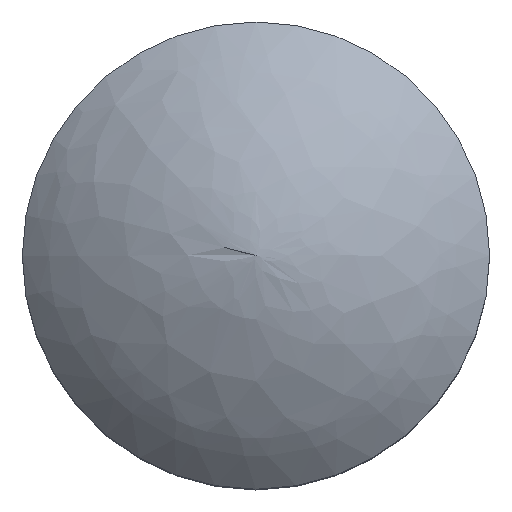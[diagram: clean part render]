
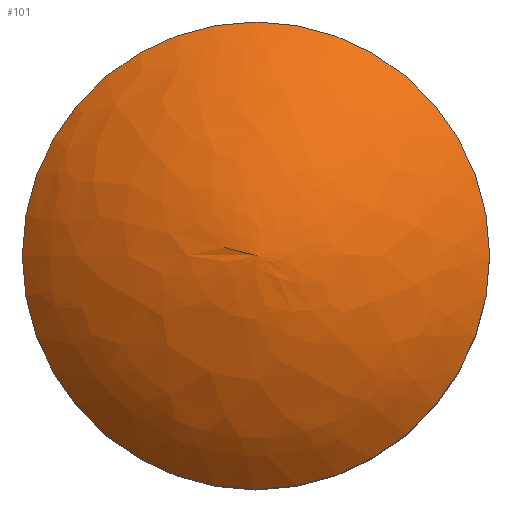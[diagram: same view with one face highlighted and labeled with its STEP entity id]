
A CAD part, top view. The second image highlights one B-rep face of the part: STEP entity #101.
In plain terms, the highlighted free-form (B-spline) face has degree [2, 2] with [3, 9] control points.
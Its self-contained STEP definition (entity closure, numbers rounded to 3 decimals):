
#17=(
BOUNDED_CURVE()
B_SPLINE_CURVE(2,(#226,#227,#228),.UNSPECIFIED.,.F.,.F.)
B_SPLINE_CURVE_WITH_KNOTS((3,3),(-1.475,-0.821),
 .UNSPECIFIED.)
CURVE()
GEOMETRIC_REPRESENTATION_ITEM()
RATIONAL_B_SPLINE_CURVE((1.,0.947,1.))
REPRESENTATION_ITEM('')
);
#19=(
BOUNDED_SURFACE()
B_SPLINE_SURFACE(2,2,((#198,#199,#200,#201,#202,#203,#204,#205,#206),(#207,
#208,#209,#210,#211,#212,#213,#214,#215),(#216,#217,#218,#219,#220,#221,
#222,#223,#224)),.UNSPECIFIED.,.F.,.T.,.F.)
B_SPLINE_SURFACE_WITH_KNOTS((3,3),(3,2,2,2,3),(0.821,1.475),
(-3.142,-1.571,0.,1.571,3.142),
 .UNSPECIFIED.)
GEOMETRIC_REPRESENTATION_ITEM()
RATIONAL_B_SPLINE_SURFACE(((1.,0.707,1.,0.707,1.,
0.707,1.,0.707,1.),(0.947,0.67,
0.947,0.67,0.947,0.67,
0.947,0.67,0.947),(1.,0.707,
1.,0.707,1.,0.707,1.,0.707,1.)))
REPRESENTATION_ITEM('')
SURFACE()
);
#32=FACE_OUTER_BOUND('',#43,.T.);
#43=EDGE_LOOP('',(#88,#89,#90,#91));
#51=CIRCLE('',#113,23.57);
#52=CIRCLE('',#114,23.57);
#60=VERTEX_POINT('',#191);
#61=VERTEX_POINT('',#192);
#63=VERTEX_POINT('',#225);
#70=EDGE_CURVE('',#60,#61,#51,.T.);
#71=EDGE_CURVE('',#61,#60,#52,.T.);
#73=EDGE_CURVE('',#63,#61,#17,.T.);
#88=ORIENTED_EDGE('',*,*,#73,.T.);
#89=ORIENTED_EDGE('',*,*,#70,.F.);
#90=ORIENTED_EDGE('',*,*,#71,.F.);
#91=ORIENTED_EDGE('',*,*,#73,.F.);
#101=ADVANCED_FACE('',(#32),#19,.F.);
#113=AXIS2_PLACEMENT_3D('',#193,#136,#137);
#114=AXIS2_PLACEMENT_3D('',#194,#138,#139);
#136=DIRECTION('center_axis',(0.,0.,-1.));
#137=DIRECTION('ref_axis',(-1.,0.,0.));
#138=DIRECTION('center_axis',(0.,0.,-1.));
#139=DIRECTION('ref_axis',(-1.,0.,0.));
#191=CARTESIAN_POINT('',(23.57,0.,21.398));
#192=CARTESIAN_POINT('',(-23.57,0.,21.398));
#193=CARTESIAN_POINT('Origin',(0.,0.,21.398));
#194=CARTESIAN_POINT('Origin',(0.,0.,21.398));
#198=CARTESIAN_POINT('Ctrl Pts',(-23.57,0.,21.398));
#199=CARTESIAN_POINT('Ctrl Pts',(-23.57,-23.57,21.398));
#200=CARTESIAN_POINT('Ctrl Pts',(0.,-23.57,
21.398));
#201=CARTESIAN_POINT('Ctrl Pts',(23.57,-23.57,21.398));
#202=CARTESIAN_POINT('Ctrl Pts',(23.57,0.,21.398));
#203=CARTESIAN_POINT('Ctrl Pts',(23.57,23.57,21.398));
#204=CARTESIAN_POINT('Ctrl Pts',(0.,23.57,
21.398));
#205=CARTESIAN_POINT('Ctrl Pts',(-23.57,23.57,21.398));
#206=CARTESIAN_POINT('Ctrl Pts',(-23.57,0.,21.398));
#207=CARTESIAN_POINT('Ctrl Pts',(-13.582,0.,30.694));
#208=CARTESIAN_POINT('Ctrl Pts',(-13.582,-13.582,30.694));
#209=CARTESIAN_POINT('Ctrl Pts',(0.,-13.582,
30.694));
#210=CARTESIAN_POINT('Ctrl Pts',(13.582,-13.582,30.694));
#211=CARTESIAN_POINT('Ctrl Pts',(13.582,0.,30.694));
#212=CARTESIAN_POINT('Ctrl Pts',(13.582,13.582,30.694));
#213=CARTESIAN_POINT('Ctrl Pts',(0.,13.582,
30.694));
#214=CARTESIAN_POINT('Ctrl Pts',(-13.582,13.582,30.694));
#215=CARTESIAN_POINT('Ctrl Pts',(-13.582,0.,30.694));
#216=CARTESIAN_POINT('Ctrl Pts',(0.,0.,32.));
#217=CARTESIAN_POINT('Ctrl Pts',(0.,0.,
32.));
#218=CARTESIAN_POINT('Ctrl Pts',(0.,0.,
32.));
#219=CARTESIAN_POINT('Ctrl Pts',(0.,0.,
32.));
#220=CARTESIAN_POINT('Ctrl Pts',(0.,0.,32.));
#221=CARTESIAN_POINT('Ctrl Pts',(0.,0.,
32.));
#222=CARTESIAN_POINT('Ctrl Pts',(0.,0.,
32.));
#223=CARTESIAN_POINT('Ctrl Pts',(0.,0.,
32.));
#224=CARTESIAN_POINT('Ctrl Pts',(0.,0.,32.));
#225=CARTESIAN_POINT('',(0.,0.,32.));
#226=CARTESIAN_POINT('Ctrl Pts',(0.,0.,32.));
#227=CARTESIAN_POINT('Ctrl Pts',(-13.582,0.,30.694));
#228=CARTESIAN_POINT('Ctrl Pts',(-23.57,0.,21.398));
